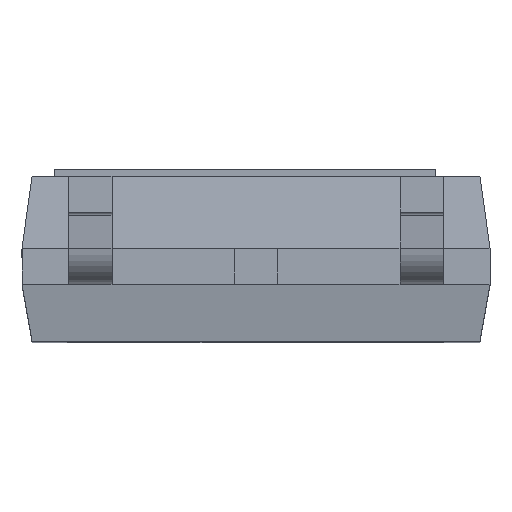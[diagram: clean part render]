
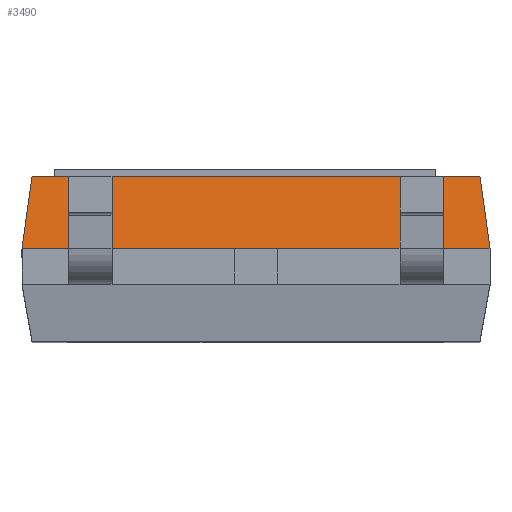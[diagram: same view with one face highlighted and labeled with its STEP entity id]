
A CAD part, top view. The second image highlights one B-rep face of the part: STEP entity #3490.
In plain terms, the highlighted planar face has unit normal (0, 0.139, 0.99).
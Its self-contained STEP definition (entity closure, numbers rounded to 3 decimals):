
#48 = DIRECTION ( 'NONE',  ( -1., 0., 0. ) ) ;
#87 = VERTEX_POINT ( 'NONE', #3284 ) ;
#210 = LINE ( 'NONE', #6266, #4534 ) ;
#258 = EDGE_CURVE ( 'NONE', #7197, #679, #657, .T. ) ;
#316 = VECTOR ( 'NONE', #5612, 1000. ) ;
#359 = VERTEX_POINT ( 'NONE', #857 ) ;
#657 = LINE ( 'NONE', #1073, #6485 ) ;
#679 = VERTEX_POINT ( 'NONE', #981 ) ;
#749 = CARTESIAN_POINT ( 'NONE',  ( 2.6, 1.3, 2.75 ) ) ;
#857 = CARTESIAN_POINT ( 'NONE',  ( 2., 1.3, 2.75 ) ) ;
#900 = VERTEX_POINT ( 'NONE', #4629 ) ;
#981 = CARTESIAN_POINT ( 'NONE',  ( -2.6, 1.3, 2.75 ) ) ;
#1073 = CARTESIAN_POINT ( 'NONE',  ( -2., 1.3, 2.75 ) ) ;
#1121 = ORIENTED_EDGE ( 'NONE', *, *, #4130, .F. ) ;
#1183 = CARTESIAN_POINT ( 'NONE',  ( -3.109, 2.3, 2.609 ) ) ;
#1312 = LINE ( 'NONE', #3956, #7114 ) ;
#1365 = LINE ( 'NONE', #7303, #7167 ) ;
#1372 = VECTOR ( 'NONE', #1801, 1000. ) ;
#1739 = PLANE ( 'NONE',  #7003 ) ;
#1759 = LINE ( 'NONE', #3294, #4558 ) ;
#1801 = DIRECTION ( 'NONE',  ( -1., 0., 0. ) ) ;
#1934 = ORIENTED_EDGE ( 'NONE', *, *, #3104, .F. ) ;
#2304 = DIRECTION ( 'NONE',  ( 0., -0.139, -0.99 ) ) ;
#2590 = FACE_OUTER_BOUND ( 'NONE', #3528, .T. ) ;
#2747 = EDGE_CURVE ( 'NONE', #5599, #4626, #210, .T. ) ;
#2761 = EDGE_CURVE ( 'NONE', #3362, #7197, #3046, .T. ) ;
#2769 = ORIENTED_EDGE ( 'NONE', *, *, #4655, .F. ) ;
#2770 = ORIENTED_EDGE ( 'NONE', *, *, #2761, .F. ) ;
#2787 = EDGE_CURVE ( 'NONE', #679, #5599, #2863, .T. ) ;
#2819 = DIRECTION ( 'NONE',  ( -0.138, 0.981, -0.138 ) ) ;
#2863 = LINE ( 'NONE', #6824, #1372 ) ;
#2868 = CARTESIAN_POINT ( 'NONE',  ( 2.6, 1.3, 2.75 ) ) ;
#2979 = ORIENTED_EDGE ( 'NONE', *, *, #4398, .T. ) ;
#2986 = ORIENTED_EDGE ( 'NONE', *, *, #2787, .F. ) ;
#3046 = LINE ( 'NONE', #4582, #5855 ) ;
#3104 = EDGE_CURVE ( 'NONE', #4626, #900, #1365, .T. ) ;
#3284 = CARTESIAN_POINT ( 'NONE',  ( 3.25, 1.3, 2.75 ) ) ;
#3294 = CARTESIAN_POINT ( 'NONE',  ( -3.25, 1.3, 2.75 ) ) ;
#3362 = VERTEX_POINT ( 'NONE', #3824 ) ;
#3393 = VERTEX_POINT ( 'NONE', #5572 ) ;
#3454 = DIRECTION ( 'NONE',  ( 0.138, 0.981, -0.138 ) ) ;
#3490 = ADVANCED_FACE ( 'NONE', ( #2590 ), #1739, .F. ) ;
#3528 = EDGE_LOOP ( 'NONE', ( #2979, #1934, #6861, #2986, #4559, #2770, #7312, #5623, #2769, #1121 ) ) ;
#3682 = VECTOR ( 'NONE', #48, 1000. ) ;
#3824 = CARTESIAN_POINT ( 'NONE',  ( -0.3, 1.3, 2.75 ) ) ;
#3853 = DIRECTION ( 'NONE',  ( -1., 0., 0. ) ) ;
#3956 = CARTESIAN_POINT ( 'NONE',  ( 3.05, 2.72, 2.55 ) ) ;
#4130 = EDGE_CURVE ( 'NONE', #87, #5794, #5103, .T. ) ;
#4192 = DIRECTION ( 'NONE',  ( -1., 0., 0. ) ) ;
#4398 = EDGE_CURVE ( 'NONE', #87, #900, #1312, .T. ) ;
#4524 = CARTESIAN_POINT ( 'NONE',  ( 0., 2.3, 2.609 ) ) ;
#4534 = VECTOR ( 'NONE', #3454, 1000. ) ;
#4558 = VECTOR ( 'NONE', #3853, 1000. ) ;
#4559 = ORIENTED_EDGE ( 'NONE', *, *, #258, .F. ) ;
#4582 = CARTESIAN_POINT ( 'NONE',  ( -3.25, 1.3, 2.75 ) ) ;
#4626 = VERTEX_POINT ( 'NONE', #1183 ) ;
#4629 = CARTESIAN_POINT ( 'NONE',  ( 3.109, 2.3, 2.609 ) ) ;
#4655 = EDGE_CURVE ( 'NONE', #5794, #359, #6688, .T. ) ;
#4936 = EDGE_CURVE ( 'NONE', #359, #3393, #1759, .T. ) ;
#5095 = CARTESIAN_POINT ( 'NONE',  ( -3.25, 1.3, 2.75 ) ) ;
#5103 = LINE ( 'NONE', #5888, #6608 ) ;
#5137 = DIRECTION ( 'NONE',  ( -1., 0., 0. ) ) ;
#5572 = CARTESIAN_POINT ( 'NONE',  ( 0.3, 1.3, 2.75 ) ) ;
#5599 = VERTEX_POINT ( 'NONE', #5095 ) ;
#5612 = DIRECTION ( 'NONE',  ( -1., 0., 0. ) ) ;
#5623 = ORIENTED_EDGE ( 'NONE', *, *, #4936, .F. ) ;
#5794 = VERTEX_POINT ( 'NONE', #749 ) ;
#5855 = VECTOR ( 'NONE', #5137, 1000. ) ;
#5888 = CARTESIAN_POINT ( 'NONE',  ( -3.25, 1.3, 2.75 ) ) ;
#6182 = DIRECTION ( 'NONE',  ( 1., 0., 0. ) ) ;
#6225 = DIRECTION ( 'NONE',  ( 1., 0., 0. ) ) ;
#6266 = CARTESIAN_POINT ( 'NONE',  ( -3.05, 2.72, 2.55 ) ) ;
#6310 = EDGE_CURVE ( 'NONE', #3393, #3362, #6504, .T. ) ;
#6408 = CARTESIAN_POINT ( 'NONE',  ( -2., 1.3, 2.75 ) ) ;
#6485 = VECTOR ( 'NONE', #7318, 1000. ) ;
#6504 = LINE ( 'NONE', #7298, #316 ) ;
#6608 = VECTOR ( 'NONE', #4192, 1000. ) ;
#6688 = LINE ( 'NONE', #2868, #3682 ) ;
#6824 = CARTESIAN_POINT ( 'NONE',  ( -3.25, 1.3, 2.75 ) ) ;
#6861 = ORIENTED_EDGE ( 'NONE', *, *, #2747, .F. ) ;
#7003 = AXIS2_PLACEMENT_3D ( 'NONE', #4524, #2304, #6225 ) ;
#7114 = VECTOR ( 'NONE', #2819, 1000. ) ;
#7167 = VECTOR ( 'NONE', #6182, 1000. ) ;
#7197 = VERTEX_POINT ( 'NONE', #6408 ) ;
#7298 = CARTESIAN_POINT ( 'NONE',  ( 0.3, 1.3, 2.75 ) ) ;
#7303 = CARTESIAN_POINT ( 'NONE',  ( 0., 2.3, 2.609 ) ) ;
#7312 = ORIENTED_EDGE ( 'NONE', *, *, #6310, .F. ) ;
#7318 = DIRECTION ( 'NONE',  ( -1., 0., 0. ) ) ;
